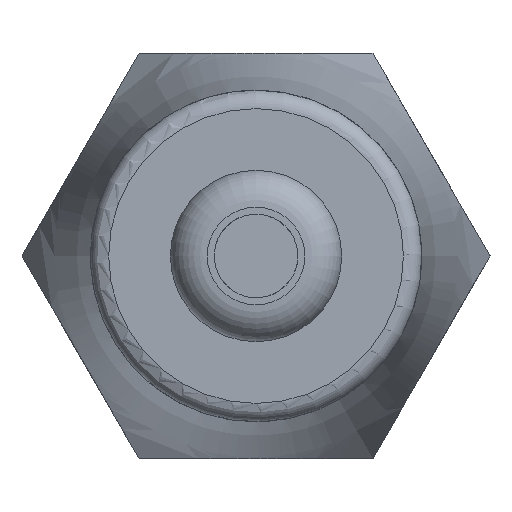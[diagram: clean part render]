
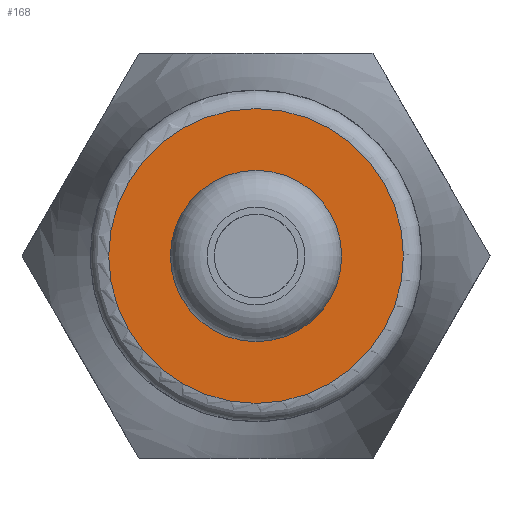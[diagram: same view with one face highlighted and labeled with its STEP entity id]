
A CAD part, front view. The second image highlights one B-rep face of the part: STEP entity #168.
In plain terms, the highlighted planar face has unit normal (0, -1, 0).
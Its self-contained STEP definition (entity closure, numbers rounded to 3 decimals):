
#168 = ADVANCED_FACE( '', ( #388, #389 ), #390, .F. );
#388 = FACE_BOUND( '', #958, .T. );
#389 = FACE_OUTER_BOUND( '', #959, .T. );
#390 = PLANE( '', #960 );
#958 = EDGE_LOOP( '', ( #1327 ) );
#959 = EDGE_LOOP( '', ( #1328 ) );
#960 = AXIS2_PLACEMENT_3D( '', #1329, #1330, #1331 );
#1327 = ORIENTED_EDGE( '', *, *, #1579, .F. );
#1328 = ORIENTED_EDGE( '', *, *, #1560, .T. );
#1329 = CARTESIAN_POINT( '', ( 0., -16.7, 0. ) );
#1330 = DIRECTION( '', ( 0., 1., 0. ) );
#1331 = DIRECTION( '', ( 0., 0., 1. ) );
#1560 = EDGE_CURVE( '', #1757, #1757, #1758, .F. );
#1579 = EDGE_CURVE( '', #1785, #1785, #1786, .T. );
#1757 = VERTEX_POINT( '', #2288 );
#1758 = CIRCLE( '', #2289, 8. );
#1785 = VERTEX_POINT( '', #2316 );
#1786 = CIRCLE( '', #2317, 4.65 );
#2288 = CARTESIAN_POINT( '', ( 0., -16.7, 8. ) );
#2289 = AXIS2_PLACEMENT_3D( '', #2825, #2826, #2827 );
#2316 = CARTESIAN_POINT( '', ( -4.65, -16.7, 0. ) );
#2317 = AXIS2_PLACEMENT_3D( '', #2855, #2856, #2857 );
#2825 = CARTESIAN_POINT( '', ( 0., -16.7, 0. ) );
#2826 = DIRECTION( '', ( 0., 1., 0. ) );
#2827 = DIRECTION( '', ( 0., 0., 1. ) );
#2855 = CARTESIAN_POINT( '', ( 0., -16.7, 0. ) );
#2856 = DIRECTION( '', ( 0., -1., 0. ) );
#2857 = DIRECTION( '', ( -1., 0., 0. ) );
